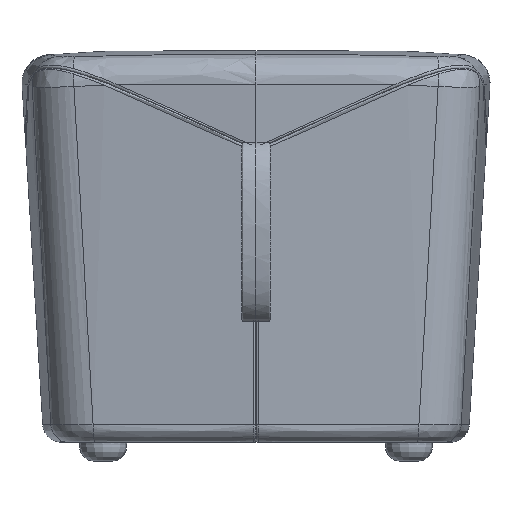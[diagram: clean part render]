
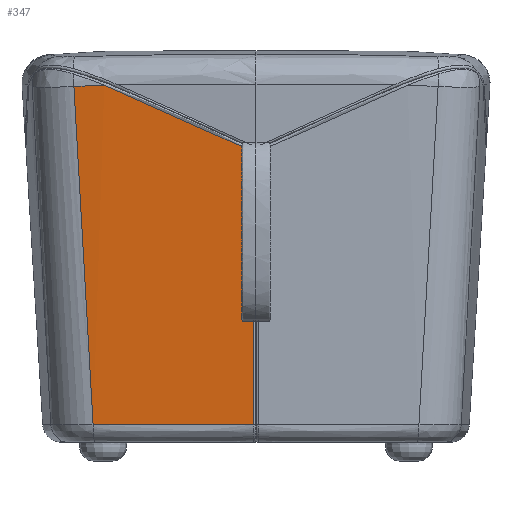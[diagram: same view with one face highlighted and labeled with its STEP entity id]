
A CAD part, front view. The second image highlights one B-rep face of the part: STEP entity #347.
In plain terms, the highlighted free-form (B-spline) face has degree [2, 1] with [3, 2] control points.
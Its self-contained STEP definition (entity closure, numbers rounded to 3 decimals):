
#101=(
BOUNDED_SURFACE()
B_SPLINE_SURFACE(2,1,((#6096,#6097),(#6098,#6099),(#6100,#6101)),
 .UNSPECIFIED.,.F.,.F.,.F.)
B_SPLINE_SURFACE_WITH_KNOTS((3,3),(2,2),(0.,392.404),(0.,411.278),
 .UNSPECIFIED.)
GEOMETRIC_REPRESENTATION_ITEM()
RATIONAL_B_SPLINE_SURFACE(((1.,1.),(0.995,0.994),
(1.,1.)))
REPRESENTATION_ITEM('')
SURFACE()
);
#207=(
BOUNDED_CURVE()
B_SPLINE_CURVE(3,(#6480,#6481,#6482,#6483),.UNSPECIFIED.,.F.,.F.)
B_SPLINE_CURVE_WITH_KNOTS((4,4),(173.084,341.183),
 .UNSPECIFIED.)
CURVE()
GEOMETRIC_REPRESENTATION_ITEM()
RATIONAL_B_SPLINE_CURVE((1.,1.,1.,1.))
REPRESENTATION_ITEM('')
);
#208=(
BOUNDED_CURVE()
B_SPLINE_CURVE(1,(#6484,#6485),.UNSPECIFIED.,.F.,.F.)
B_SPLINE_CURVE_WITH_KNOTS((2,2),(0.046,0.92),
 .UNSPECIFIED.)
CURVE()
GEOMETRIC_REPRESENTATION_ITEM()
RATIONAL_B_SPLINE_CURVE((1.,1.))
REPRESENTATION_ITEM('')
);
#209=(
BOUNDED_CURVE()
B_SPLINE_CURVE(3,(#6486,#6487,#6488,#6489,#6490,#6491,#6492),
 .UNSPECIFIED.,.F.,.F.)
B_SPLINE_CURVE_WITH_KNOTS((4,3,4),(-0.061,19.709,
31.785),.UNSPECIFIED.)
CURVE()
GEOMETRIC_REPRESENTATION_ITEM()
RATIONAL_B_SPLINE_CURVE((1.,1.,1.,1.,1.,1.,1.))
REPRESENTATION_ITEM('')
);
#347=ADVANCED_FACE('',(#441),#101,.T.);
#441=FACE_OUTER_BOUND('',#535,.T.);
#535=EDGE_LOOP('',(#909,#910,#911,#912,#913));
#909=ORIENTED_EDGE('',*,*,#1209,.T.);
#910=ORIENTED_EDGE('',*,*,#1218,.F.);
#911=ORIENTED_EDGE('',*,*,#1217,.F.);
#912=ORIENTED_EDGE('',*,*,#1216,.F.);
#913=ORIENTED_EDGE('',*,*,#1215,.F.);
#1209=EDGE_CURVE('',#1555,#1553,#1380,.T.);
#1215=EDGE_CURVE('',#1555,#1545,#1386,.T.);
#1216=EDGE_CURVE('',#1545,#1559,#207,.T.);
#1217=EDGE_CURVE('',#1559,#1560,#208,.T.);
#1218=EDGE_CURVE('',#1560,#1553,#209,.T.);
#1380=B_SPLINE_CURVE_WITH_KNOTS('',3,(#6414,#6415,#6416,#6417,#6418,#6419,
#6420,#6421,#6422,#6423,#6424),.UNSPECIFIED.,.F.,.F.,(4,2,2,1,1,1,4),(1.905,
84.028,126.042,162.645,168.056,173.467,
174.853),.UNSPECIFIED.);
#1386=B_SPLINE_CURVE_WITH_KNOTS('',3,(#6475,#6476,#6477,#6478,#6479),
 .UNSPECIFIED.,.F.,.F.,(4,1,4),(1.906,288.172,291.758),
 .UNSPECIFIED.);
#1545=VERTEX_POINT('',#6220);
#1553=VERTEX_POINT('',#6228);
#1555=VERTEX_POINT('',#6230);
#1559=VERTEX_POINT('',#6234);
#1560=VERTEX_POINT('',#6235);
#6096=CARTESIAN_POINT('',(-171.695,-216.533,20.));
#6097=CARTESIAN_POINT('',(-194.973,-239.074,430.));
#6098=CARTESIAN_POINT('',(0.,-233.508,20.));
#6099=CARTESIAN_POINT('',(0.,-260.995,430.));
#6100=CARTESIAN_POINT('',(171.695,-216.533,20.));
#6101=CARTESIAN_POINT('',(194.973,-239.074,430.));
#6220=CARTESIAN_POINT('',(-3.,-226.142,38.783));
#6228=CARTESIAN_POINT('',(-160.88,-240.644,398.563));
#6230=CARTESIAN_POINT('',(-3.,-243.784,328.098));
#6234=CARTESIAN_POINT('',(-172.762,-217.567,38.796));
#6235=CARTESIAN_POINT('',(-193.119,-237.279,397.342));
#6414=CARTESIAN_POINT('',(-3.,-243.784,328.098));
#6415=CARTESIAN_POINT('',(-27.788,-244.449,339.699));
#6416=CARTESIAN_POINT('',(-52.684,-244.572,351.102));
#6417=CARTESIAN_POINT('',(-90.445,-243.918,368.017));
#6418=CARTESIAN_POINT('',(-103.248,-243.552,373.689));
#6419=CARTESIAN_POINT('',(-127.245,-242.591,384.179));
#6420=CARTESIAN_POINT('',(-140.079,-241.951,389.76));
#6421=CARTESIAN_POINT('',(-154.594,-241.058,395.948));
#6422=CARTESIAN_POINT('',(-158.353,-240.816,397.529));
#6423=CARTESIAN_POINT('',(-160.452,-240.674,398.388));
#6424=CARTESIAN_POINT('',(-160.88,-240.644,398.563));
#6475=CARTESIAN_POINT('',(-3.,-243.784,328.098));
#6476=CARTESIAN_POINT('',(-3.,-237.99,232.862));
#6477=CARTESIAN_POINT('',(-3.,-232.06,136.381));
#6478=CARTESIAN_POINT('',(-3.,-226.259,40.013));
#6479=CARTESIAN_POINT('',(-3.,-226.142,38.783));
#6480=CARTESIAN_POINT('',(-3.,-226.142,38.783));
#6481=CARTESIAN_POINT('',(-59.682,-226.044,38.783));
#6482=CARTESIAN_POINT('',(-116.359,-223.186,38.787));
#6483=CARTESIAN_POINT('',(-172.762,-217.567,38.796));
#6484=CARTESIAN_POINT('',(-172.762,-217.567,38.796));
#6485=CARTESIAN_POINT('',(-193.119,-237.279,397.342));
#6486=CARTESIAN_POINT('',(-193.119,-237.279,397.342));
#6487=CARTESIAN_POINT('',(-186.461,-238.043,397.71));
#6488=CARTESIAN_POINT('',(-179.792,-238.765,397.988));
#6489=CARTESIAN_POINT('',(-173.117,-239.444,398.211));
#6490=CARTESIAN_POINT('',(-169.04,-239.86,398.348));
#6491=CARTESIAN_POINT('',(-164.961,-240.259,398.464));
#6492=CARTESIAN_POINT('',(-160.88,-240.644,398.563));
